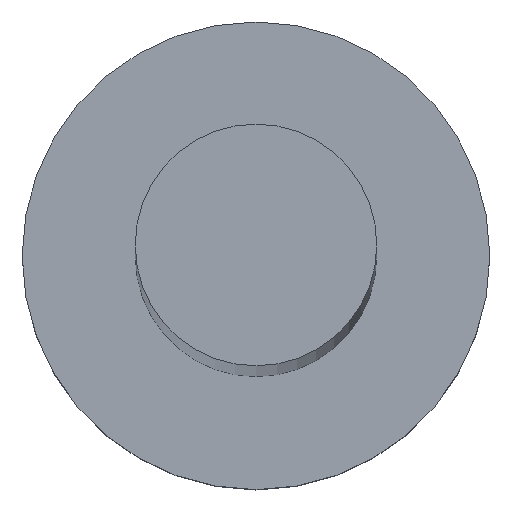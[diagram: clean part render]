
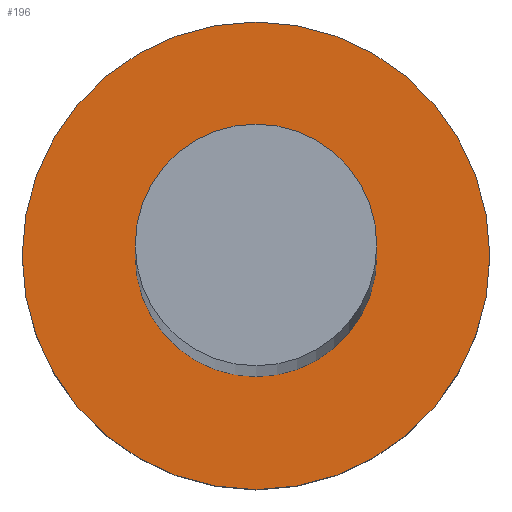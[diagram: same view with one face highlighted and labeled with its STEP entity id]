
A CAD part, top view. The second image highlights one B-rep face of the part: STEP entity #196.
In plain terms, the highlighted planar face has unit normal (0, 0, 1).
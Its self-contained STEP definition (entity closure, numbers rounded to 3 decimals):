
#1 = ORIENTED_EDGE ( 'NONE', *, *, #136, .T. ) ;
#4 = AXIS2_PLACEMENT_3D ( 'NONE', #43, #105, #184 ) ;
#5 = DIRECTION ( 'NONE',  ( 1., 0., 0. ) ) ;
#6 = DIRECTION ( 'NONE',  ( 1., 0., 0. ) ) ;
#29 = CARTESIAN_POINT ( 'NONE',  ( 6., 0., 5. ) ) ;
#43 = CARTESIAN_POINT ( 'NONE',  ( 0., 0., 5. ) ) ;
#44 = DIRECTION ( 'NONE',  ( 1., 0., 0. ) ) ;
#46 = CARTESIAN_POINT ( 'NONE',  ( -3.1, 0., 5. ) ) ;
#52 = ORIENTED_EDGE ( 'NONE', *, *, #216, .F. ) ;
#56 = VERTEX_POINT ( 'NONE', #240 ) ;
#61 = CARTESIAN_POINT ( 'NONE',  ( 0., 0., 5. ) ) ;
#63 = DIRECTION ( 'NONE',  ( 0., 0., 1. ) ) ;
#73 = VERTEX_POINT ( 'NONE', #246 ) ;
#81 = PLANE ( 'NONE',  #192 ) ;
#96 = EDGE_LOOP ( 'NONE', ( #52, #211 ) ) ;
#98 = DIRECTION ( 'NONE',  ( 0., 0., 1. ) ) ;
#105 = DIRECTION ( 'NONE',  ( 0., 0., 1. ) ) ;
#113 = AXIS2_PLACEMENT_3D ( 'NONE', #125, #218, #6 ) ;
#117 = FACE_BOUND ( 'NONE', #96, .T. ) ;
#118 = CARTESIAN_POINT ( 'NONE',  ( 0., 0., 5. ) ) ;
#120 = EDGE_CURVE ( 'NONE', #73, #238, #150, .T. ) ;
#125 = CARTESIAN_POINT ( 'NONE',  ( 0., 0., 5. ) ) ;
#133 = CIRCLE ( 'NONE', #255, 3.1 ) ;
#134 = ORIENTED_EDGE ( 'NONE', *, *, #120, .T. ) ;
#136 = EDGE_CURVE ( 'NONE', #238, #73, #183, .T. ) ;
#150 = CIRCLE ( 'NONE', #113, 6. ) ;
#173 = EDGE_LOOP ( 'NONE', ( #134, #1 ) ) ;
#179 = FACE_OUTER_BOUND ( 'NONE', #173, .T. ) ;
#180 = AXIS2_PLACEMENT_3D ( 'NONE', #118, #98, #215 ) ;
#181 = EDGE_CURVE ( 'NONE', #56, #237, #214, .T. ) ;
#183 = CIRCLE ( 'NONE', #4, 6. ) ;
#184 = DIRECTION ( 'NONE',  ( 1., 0., 0. ) ) ;
#192 = AXIS2_PLACEMENT_3D ( 'NONE', #245, #201, #44 ) ;
#196 = ADVANCED_FACE ( 'NONE', ( #117, #179 ), #81, .T. ) ;
#201 = DIRECTION ( 'NONE',  ( 0., 0., 1. ) ) ;
#211 = ORIENTED_EDGE ( 'NONE', *, *, #181, .F. ) ;
#214 = CIRCLE ( 'NONE', #180, 3.1 ) ;
#215 = DIRECTION ( 'NONE',  ( 1., 0., 0. ) ) ;
#216 = EDGE_CURVE ( 'NONE', #237, #56, #133, .T. ) ;
#218 = DIRECTION ( 'NONE',  ( 0., 0., 1. ) ) ;
#237 = VERTEX_POINT ( 'NONE', #46 ) ;
#238 = VERTEX_POINT ( 'NONE', #29 ) ;
#240 = CARTESIAN_POINT ( 'NONE',  ( 3.1, 0., 5. ) ) ;
#245 = CARTESIAN_POINT ( 'NONE',  ( 0., 0., 5. ) ) ;
#246 = CARTESIAN_POINT ( 'NONE',  ( -6., 0., 5. ) ) ;
#255 = AXIS2_PLACEMENT_3D ( 'NONE', #61, #63, #5 ) ;
